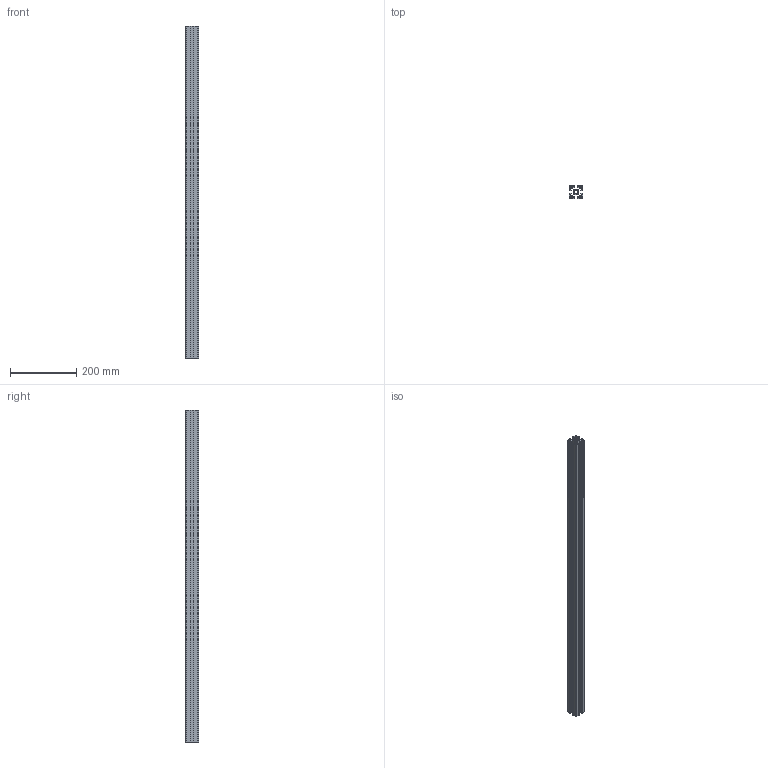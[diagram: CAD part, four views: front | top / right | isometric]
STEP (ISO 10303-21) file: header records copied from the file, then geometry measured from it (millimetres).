
FILE_DESCRIPTION(/* description */ (''),/* implementation_level */ '2;1');
FILE_NAME(/* name */ '82042_KriTec_Profil_10_40x40_leicht.stp',/* time_stamp */ '2014-09-10T10:37:46+02:00',/* author */ ('kostic'),/* organization */ (''),/* preprocessor_version */ 'ST-DEVELOPER v15.2',/* originating_system */ 'Autodesk Inventor 2014',/* authorisation */ '');
FILE_SCHEMA (('AUTOMOTIVE_DESIGN { 1 0 10303 214 3 1 1 }'));
Length unit declared in the file: millimetre
Products named in the file (1): 82042_KriTec_Profil_10_40x40_leicht
Bounding box: 40 x 40 x 1000 mm (x, y, z)
Volume: 555816 mm3; surface area: 515692.6 mm2
Topology: 1 solids, 1 shells, 1142 faces, 3420 edges, 2280 vertices
Faces by surface type: plane 1142
Entity records: 37685 total; most frequent: CARTESIAN_POINT 6843, ORIENTED_EDGE 6840, DIRECTION 5706, LINE 3420, VECTOR 3420, EDGE_CURVE 3420, VERTEX_POINT 2280, EDGE_LOOP 1152
